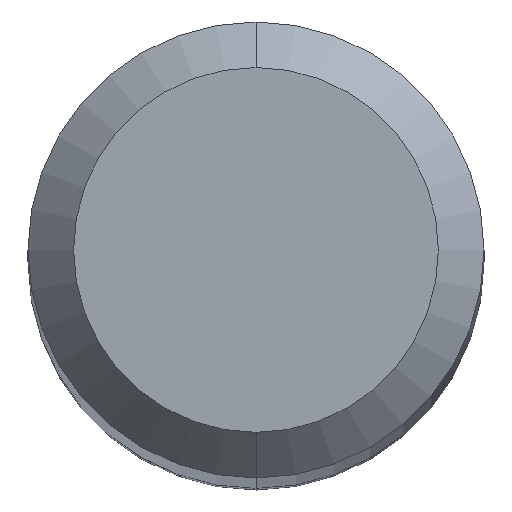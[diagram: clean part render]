
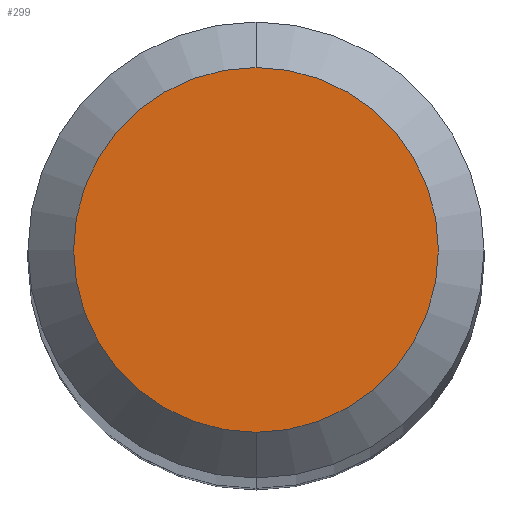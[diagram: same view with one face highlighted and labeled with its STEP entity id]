
A CAD part, top view. The second image highlights one B-rep face of the part: STEP entity #299.
In plain terms, the highlighted planar face has unit normal (0, 0, 1).
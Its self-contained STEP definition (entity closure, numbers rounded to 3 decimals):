
#171=VERTEX_POINT('',#446);
#193=EDGE_CURVE('',#227,#171,#470,.T.);
#213=EDGE_CURVE('',#171,#227,#490,.T.);
#227=VERTEX_POINT('',#506);
#299=ADVANCED_FACE('',(#587),#588,.T.);
#446=CARTESIAN_POINT('',(0.0,1.2,0.0));
#470=CIRCLE('',#790,1.2);
#490=CIRCLE('',#846,1.2);
#506=CARTESIAN_POINT('',(0.,-1.2,0.0));
#587=FACE_OUTER_BOUND('',#1035,.T.);
#588=PLANE('',#1036);
#790=AXIS2_PLACEMENT_3D('',#1338,#1339,#1340);
#846=AXIS2_PLACEMENT_3D('',#1354,#1355,#1356);
#1035=EDGE_LOOP('',(#1478,#1479));
#1036=AXIS2_PLACEMENT_3D('',#1480,#1481,#1482);
#1338=CARTESIAN_POINT('',(0.0,0.0,0.0));
#1339=DIRECTION('',(0.0,0.0,-1.0));
#1340=DIRECTION('',(0.0,1.0,0.0));
#1354=CARTESIAN_POINT('',(0.0,0.0,0.0));
#1355=DIRECTION('',(0.0,0.0,-1.0));
#1356=DIRECTION('',(0.0,1.0,0.0));
#1478=ORIENTED_EDGE('',*,*,#213,.F.);
#1479=ORIENTED_EDGE('',*,*,#193,.F.);
#1480=CARTESIAN_POINT('',(0.0,0.6,0.0));
#1481=DIRECTION('',(-0.0,0.0,1.0));
#1482=DIRECTION('',(0.0,-1.0,0.0));
